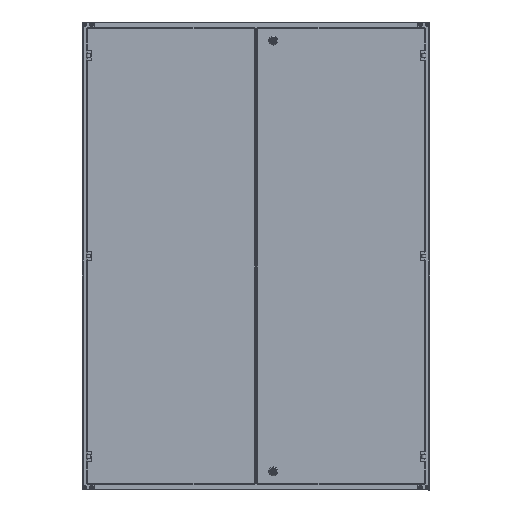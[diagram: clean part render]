
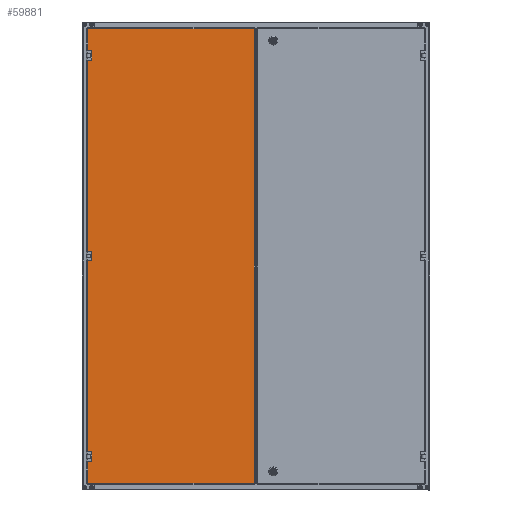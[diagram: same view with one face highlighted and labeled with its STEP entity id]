
A CAD part, top view. The second image highlights one B-rep face of the part: STEP entity #59881.
In plain terms, the highlighted planar face has unit normal (0, 0, 1).
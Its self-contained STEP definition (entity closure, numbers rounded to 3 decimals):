
#95 = CARTESIAN_POINT ( 'NONE',  ( 264., 10.1, 0. ) ) ;
#300 = VECTOR ( 'NONE', #34695, 1000. ) ;
#901 = EDGE_CURVE ( 'NONE', #13392, #34182, #54223, .T. ) ;
#903 = DIRECTION ( 'NONE',  ( 0., -1., 0. ) ) ;
#2689 = ORIENTED_EDGE ( 'NONE', *, *, #17120, .F. ) ;
#2817 = VECTOR ( 'NONE', #12001, 1000. ) ;
#2961 = ORIENTED_EDGE ( 'NONE', *, *, #50096, .F. ) ;
#3124 = VECTOR ( 'NONE', #26953, 1000. ) ;
#3175 = VERTEX_POINT ( 'NONE', #6886 ) ;
#3620 = EDGE_LOOP ( 'NONE', ( #38484, #44765, #27979, #36056, #16843, #34807, #41675, #20822, #22946, #53052, #30125, #14341, #2961, #2689, #26979, #25867 ) ) ;
#3798 = VECTOR ( 'NONE', #903, 1000. ) ;
#4812 = VERTEX_POINT ( 'NONE', #29197 ) ;
#5089 = CARTESIAN_POINT ( 'NONE',  ( 255., 625.9, 0. ) ) ;
#5396 = FACE_OUTER_BOUND ( 'NONE', #3620, .T. ) ;
#6886 = CARTESIAN_POINT ( 'NONE',  ( -264., -721., 0. ) ) ;
#7485 = VECTOR ( 'NONE', #41720, 1000. ) ;
#7773 = CARTESIAN_POINT ( 'NONE',  ( 255., 646.1, 0. ) ) ;
#9688 = DIRECTION ( 'NONE',  ( 0., 1., 0. ) ) ;
#9997 = CARTESIAN_POINT ( 'NONE',  ( 264., 646.1, 0. ) ) ;
#10197 = EDGE_CURVE ( 'NONE', #3175, #13392, #19506, .T. ) ;
#10303 = DIRECTION ( 'NONE',  ( 0., 0., 1. ) ) ;
#10628 = EDGE_CURVE ( 'NONE', #37707, #13872, #36710, .T. ) ;
#11563 = DIRECTION ( 'NONE',  ( 0., -1., 0. ) ) ;
#12001 = DIRECTION ( 'NONE',  ( 1., 0., 0. ) ) ;
#12664 = VERTEX_POINT ( 'NONE', #23990 ) ;
#13392 = VERTEX_POINT ( 'NONE', #13842 ) ;
#13842 = CARTESIAN_POINT ( 'NONE',  ( 264., -721., 0. ) ) ;
#13872 = VERTEX_POINT ( 'NONE', #43536 ) ;
#14341 = ORIENTED_EDGE ( 'NONE', *, *, #52087, .T. ) ;
#15692 = DIRECTION ( 'NONE',  ( 0., 1., 0. ) ) ;
#16455 = CARTESIAN_POINT ( 'NONE',  ( 0., 0., 0. ) ) ;
#16843 = ORIENTED_EDGE ( 'NONE', *, *, #17372, .T. ) ;
#17043 = AXIS2_PLACEMENT_3D ( 'NONE', #16455, #10303, #45412 ) ;
#17106 = CARTESIAN_POINT ( 'NONE',  ( -264., 724., 0. ) ) ;
#17120 = EDGE_CURVE ( 'NONE', #13872, #51377, #35747, .T. ) ;
#17372 = EDGE_CURVE ( 'NONE', #49219, #60764, #62970, .T. ) ;
#18080 = VECTOR ( 'NONE', #9688, 1000. ) ;
#18643 = CARTESIAN_POINT ( 'NONE',  ( 264., -646.1, 0. ) ) ;
#19006 = VERTEX_POINT ( 'NONE', #41139 ) ;
#19506 = LINE ( 'NONE', #24071, #30091 ) ;
#20577 = CARTESIAN_POINT ( 'NONE',  ( 264., -724., 0. ) ) ;
#20822 = ORIENTED_EDGE ( 'NONE', *, *, #901, .T. ) ;
#21211 = EDGE_CURVE ( 'NONE', #61738, #49219, #30143, .T. ) ;
#21415 = CARTESIAN_POINT ( 'NONE',  ( 255., 10.1, 0. ) ) ;
#22946 = ORIENTED_EDGE ( 'NONE', *, *, #46939, .F. ) ;
#23760 = CARTESIAN_POINT ( 'NONE',  ( 264., -625.9, 0. ) ) ;
#23990 = CARTESIAN_POINT ( 'NONE',  ( 255., 646.1, 0. ) ) ;
#24071 = CARTESIAN_POINT ( 'NONE',  ( -264., -721., 0. ) ) ;
#24629 = CARTESIAN_POINT ( 'NONE',  ( 264., -724., 0. ) ) ;
#24724 = DIRECTION ( 'NONE',  ( 1., 0., 0. ) ) ;
#24774 = VERTEX_POINT ( 'NONE', #43368 ) ;
#24895 = EDGE_CURVE ( 'NONE', #32531, #19006, #34585, .T. ) ;
#24963 = DIRECTION ( 'NONE',  ( 1., 0., 0. ) ) ;
#25142 = DIRECTION ( 'NONE',  ( -1., 0., 0. ) ) ;
#25267 = PLANE ( 'NONE',  #17043 ) ;
#25867 = ORIENTED_EDGE ( 'NONE', *, *, #28417, .T. ) ;
#25924 = LINE ( 'NONE', #30185, #3798 ) ;
#26170 = LINE ( 'NONE', #45665, #32929 ) ;
#26321 = VECTOR ( 'NONE', #15692, 1000. ) ;
#26953 = DIRECTION ( 'NONE',  ( -1., 0., 0. ) ) ;
#26979 = ORIENTED_EDGE ( 'NONE', *, *, #10628, .F. ) ;
#27354 = LINE ( 'NONE', #37441, #40391 ) ;
#27740 = VERTEX_POINT ( 'NONE', #57711 ) ;
#27979 = ORIENTED_EDGE ( 'NONE', *, *, #54439, .F. ) ;
#28275 = DIRECTION ( 'NONE',  ( -1., 0., 0. ) ) ;
#28417 = EDGE_CURVE ( 'NONE', #37707, #4812, #40732, .T. ) ;
#29197 = CARTESIAN_POINT ( 'NONE',  ( 264., 625.9, 0. ) ) ;
#30091 = VECTOR ( 'NONE', #24724, 1000. ) ;
#30125 = ORIENTED_EDGE ( 'NONE', *, *, #24895, .F. ) ;
#30143 = LINE ( 'NONE', #24629, #300 ) ;
#30185 = CARTESIAN_POINT ( 'NONE',  ( 255., 646.1, 0. ) ) ;
#30230 = CARTESIAN_POINT ( 'NONE',  ( 255., -10.1, 0. ) ) ;
#30721 = CARTESIAN_POINT ( 'NONE',  ( -264., 721., 0. ) ) ;
#31436 = LINE ( 'NONE', #17106, #35858 ) ;
#31538 = CARTESIAN_POINT ( 'NONE',  ( 255., -646.1, 0. ) ) ;
#31666 = CARTESIAN_POINT ( 'NONE',  ( 264., -724., 0. ) ) ;
#32531 = VERTEX_POINT ( 'NONE', #23760 ) ;
#32929 = VECTOR ( 'NONE', #52130, 1000. ) ;
#33760 = DIRECTION ( 'NONE',  ( -1., 0., 0. ) ) ;
#34182 = VERTEX_POINT ( 'NONE', #18643 ) ;
#34421 = CARTESIAN_POINT ( 'NONE',  ( 264., -724., 0. ) ) ;
#34585 = LINE ( 'NONE', #40114, #60636 ) ;
#34695 = DIRECTION ( 'NONE',  ( 0., 1., 0. ) ) ;
#34807 = ORIENTED_EDGE ( 'NONE', *, *, #62446, .T. ) ;
#35637 = VECTOR ( 'NONE', #28275, 1000. ) ;
#35747 = LINE ( 'NONE', #21415, #41376 ) ;
#35858 = VECTOR ( 'NONE', #11563, 1000. ) ;
#36056 = ORIENTED_EDGE ( 'NONE', *, *, #21211, .T. ) ;
#36710 = LINE ( 'NONE', #47397, #3124 ) ;
#37441 = CARTESIAN_POINT ( 'NONE',  ( 255., -10.1, 0. ) ) ;
#37707 = VERTEX_POINT ( 'NONE', #95 ) ;
#37961 = EDGE_CURVE ( 'NONE', #12664, #54508, #25924, .T. ) ;
#38484 = ORIENTED_EDGE ( 'NONE', *, *, #61768, .F. ) ;
#39353 = VECTOR ( 'NONE', #33760, 1000. ) ;
#39600 = CARTESIAN_POINT ( 'NONE',  ( 264., 721., 0. ) ) ;
#40114 = CARTESIAN_POINT ( 'NONE',  ( 255., -625.9, 0. ) ) ;
#40391 = VECTOR ( 'NONE', #62114, 1000. ) ;
#40732 = LINE ( 'NONE', #20577, #26321 ) ;
#41139 = CARTESIAN_POINT ( 'NONE',  ( 255., -625.9, 0. ) ) ;
#41253 = DIRECTION ( 'NONE',  ( 0., -1., 0. ) ) ;
#41376 = VECTOR ( 'NONE', #41253, 1000. ) ;
#41675 = ORIENTED_EDGE ( 'NONE', *, *, #10197, .T. ) ;
#41720 = DIRECTION ( 'NONE',  ( 0., 1., 0. ) ) ;
#43368 = CARTESIAN_POINT ( 'NONE',  ( 255., -646.1, 0. ) ) ;
#43536 = CARTESIAN_POINT ( 'NONE',  ( 255., 10.1, 0. ) ) ;
#44765 = ORIENTED_EDGE ( 'NONE', *, *, #37961, .F. ) ;
#44814 = CARTESIAN_POINT ( 'NONE',  ( 255., 625.9, 0. ) ) ;
#45412 = DIRECTION ( 'NONE',  ( 1., 0., 0. ) ) ;
#45564 = EDGE_CURVE ( 'NONE', #19006, #24774, #26170, .T. ) ;
#45665 = CARTESIAN_POINT ( 'NONE',  ( 255., -646.1, 0. ) ) ;
#46939 = EDGE_CURVE ( 'NONE', #24774, #34182, #60140, .T. ) ;
#47223 = LINE ( 'NONE', #31666, #7485 ) ;
#47241 = VECTOR ( 'NONE', #24963, 1000. ) ;
#47397 = CARTESIAN_POINT ( 'NONE',  ( 255., 10.1, 0. ) ) ;
#49219 = VERTEX_POINT ( 'NONE', #39600 ) ;
#49640 = LINE ( 'NONE', #5089, #47241 ) ;
#50096 = EDGE_CURVE ( 'NONE', #51377, #27740, #27354, .T. ) ;
#51377 = VERTEX_POINT ( 'NONE', #30230 ) ;
#52087 = EDGE_CURVE ( 'NONE', #32531, #27740, #47223, .T. ) ;
#52130 = DIRECTION ( 'NONE',  ( 0., -1., 0. ) ) ;
#53052 = ORIENTED_EDGE ( 'NONE', *, *, #45564, .F. ) ;
#53551 = CARTESIAN_POINT ( 'NONE',  ( 264., 721., 0. ) ) ;
#54223 = LINE ( 'NONE', #34421, #18080 ) ;
#54439 = EDGE_CURVE ( 'NONE', #61738, #12664, #63636, .T. ) ;
#54508 = VERTEX_POINT ( 'NONE', #44814 ) ;
#57711 = CARTESIAN_POINT ( 'NONE',  ( 264., -10.1, 0. ) ) ;
#59881 = ADVANCED_FACE ( 'NONE', ( #5396 ), #25267, .T. ) ;
#60140 = LINE ( 'NONE', #31538, #2817 ) ;
#60636 = VECTOR ( 'NONE', #25142, 1000. ) ;
#60764 = VERTEX_POINT ( 'NONE', #30721 ) ;
#61738 = VERTEX_POINT ( 'NONE', #9997 ) ;
#61768 = EDGE_CURVE ( 'NONE', #54508, #4812, #49640, .T. ) ;
#62114 = DIRECTION ( 'NONE',  ( 1., 0., 0. ) ) ;
#62446 = EDGE_CURVE ( 'NONE', #60764, #3175, #31436, .T. ) ;
#62970 = LINE ( 'NONE', #53551, #39353 ) ;
#63636 = LINE ( 'NONE', #7773, #35637 ) ;
